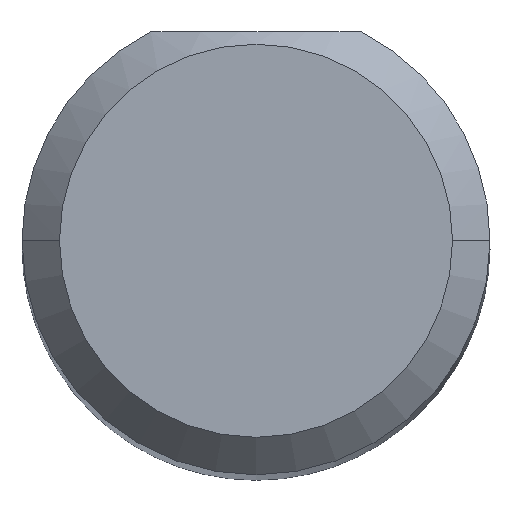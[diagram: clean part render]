
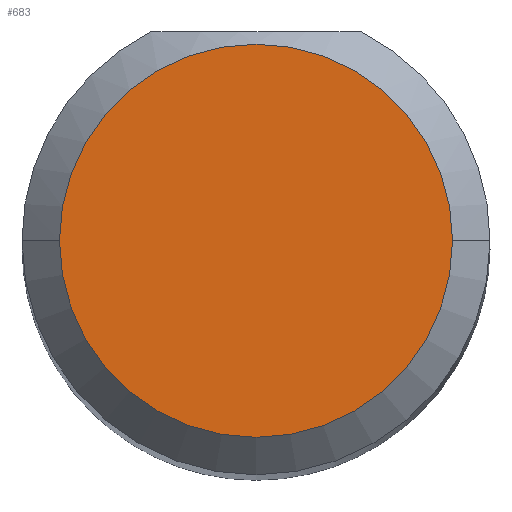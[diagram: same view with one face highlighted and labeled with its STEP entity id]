
A CAD part, top view. The second image highlights one B-rep face of the part: STEP entity #683.
In plain terms, the highlighted planar face has unit normal (0, 0, 1).
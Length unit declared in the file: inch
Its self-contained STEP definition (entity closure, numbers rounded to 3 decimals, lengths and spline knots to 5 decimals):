
#41 = CIRCLE ( 'NONE', #680, 0.07875 ) ;
#66 = CARTESIAN_POINT ( 'NONE',  ( 0., 0., 2. ) ) ;
#87 = CARTESIAN_POINT ( 'NONE',  ( 0.07875, 0., 2. ) ) ;
#115 = DIRECTION ( 'NONE',  ( 0., 0., 1. ) ) ;
#118 = FACE_OUTER_BOUND ( 'NONE', #196, .T. ) ;
#137 = VERTEX_POINT ( 'NONE', #87 ) ;
#182 = CARTESIAN_POINT ( 'NONE',  ( -0.07875, 0., 2. ) ) ;
#188 = DIRECTION ( 'NONE',  ( 1., 0., 0. ) ) ;
#196 = EDGE_LOOP ( 'NONE', ( #524, #543 ) ) ;
#267 = DIRECTION ( 'NONE',  ( 0., 0., 1. ) ) ;
#278 = DIRECTION ( 'NONE',  ( 1., 0., 0. ) ) ;
#408 = PLANE ( 'NONE',  #641 ) ;
#419 = DIRECTION ( 'NONE',  ( 1., 0., 0. ) ) ;
#428 = EDGE_CURVE ( 'NONE', #137, #707, #546, .T. ) ;
#445 = AXIS2_PLACEMENT_3D ( 'NONE', #598, #267, #419 ) ;
#524 = ORIENTED_EDGE ( 'NONE', *, *, #525, .T. ) ;
#525 = EDGE_CURVE ( 'NONE', #707, #137, #41, .T. ) ;
#529 = DIRECTION ( 'NONE',  ( 0., 0., 1. ) ) ;
#543 = ORIENTED_EDGE ( 'NONE', *, *, #428, .T. ) ;
#546 = CIRCLE ( 'NONE', #445, 0.07875 ) ;
#555 = CARTESIAN_POINT ( 'NONE',  ( 0., 0., 2. ) ) ;
#598 = CARTESIAN_POINT ( 'NONE',  ( 0., 0., 2. ) ) ;
#641 = AXIS2_PLACEMENT_3D ( 'NONE', #66, #529, #188 ) ;
#680 = AXIS2_PLACEMENT_3D ( 'NONE', #555, #115, #278 ) ;
#683 = ADVANCED_FACE ( 'NONE', ( #118 ), #408, .T. ) ;
#707 = VERTEX_POINT ( 'NONE', #182 ) ;
